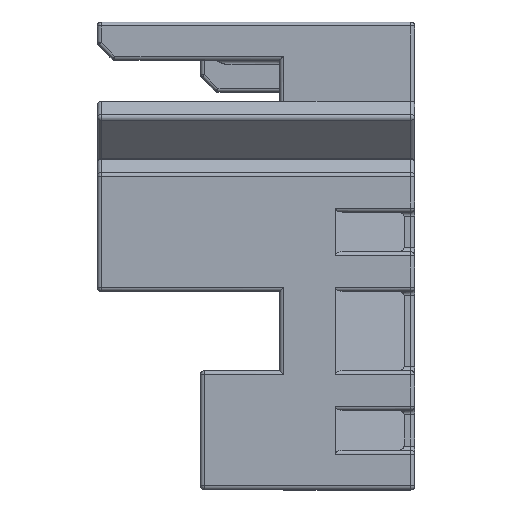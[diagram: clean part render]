
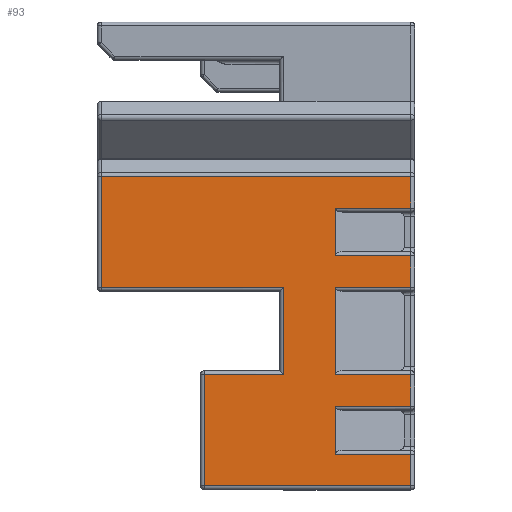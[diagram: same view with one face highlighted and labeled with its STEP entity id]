
A CAD part, top view. The second image highlights one B-rep face of the part: STEP entity #93.
In plain terms, the highlighted planar face has unit normal (0, 0, 1).
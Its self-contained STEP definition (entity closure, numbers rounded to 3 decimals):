
#93=ADVANCED_FACE('',(#844),#846,.T.);
#844=FACE_BOUND('',#845,.T.);
#845=EDGE_LOOP('',(#5708,#5709,#5710,#5711,#5712,#5713,#5714,#5715,#5716,#5717,#5718,
#5719,#5720,#5721,#5722,#5723,#5724,#5725,#5726,#5727));
#846=PLANE('',#847);
#847=AXIS2_PLACEMENT_3D('',#848,#849,#850);
#848=CARTESIAN_POINT('',(0.,0.,34.));
#849=DIRECTION('',(0.,0.,1.));
#850=DIRECTION('',(-1.,0.,0.));
#5708=ORIENTED_EDGE('',*,*,#7849,.T.);
#5709=ORIENTED_EDGE('',*,*,#7850,.T.);
#5710=ORIENTED_EDGE('',*,*,#7851,.F.);
#5711=ORIENTED_EDGE('',*,*,#7852,.F.);
#5712=ORIENTED_EDGE('',*,*,#7853,.F.);
#5713=ORIENTED_EDGE('',*,*,#7854,.T.);
#5714=ORIENTED_EDGE('',*,*,#7855,.T.);
#5715=ORIENTED_EDGE('',*,*,#7856,.T.);
#5716=ORIENTED_EDGE('',*,*,#7857,.F.);
#5717=ORIENTED_EDGE('',*,*,#7858,.T.);
#5718=ORIENTED_EDGE('',*,*,#7859,.T.);
#5719=ORIENTED_EDGE('',*,*,#7860,.T.);
#5720=ORIENTED_EDGE('',*,*,#7861,.F.);
#5721=ORIENTED_EDGE('',*,*,#7862,.T.);
#5722=ORIENTED_EDGE('',*,*,#7863,.T.);
#5723=ORIENTED_EDGE('',*,*,#7864,.T.);
#5724=ORIENTED_EDGE('',*,*,#7865,.F.);
#5725=ORIENTED_EDGE('',*,*,#7866,.T.);
#5726=ORIENTED_EDGE('',*,*,#7867,.T.);
#5727=ORIENTED_EDGE('',*,*,#7868,.T.);
#7849=EDGE_CURVE('',#9271,#9272,#9273,.T.);
#7850=EDGE_CURVE('',#9272,#9274,#9275,.T.);
#7851=EDGE_CURVE('',#9276,#9274,#9277,.T.);
#7852=EDGE_CURVE('',#9278,#9276,#9279,.T.);
#7853=EDGE_CURVE('',#9280,#9278,#9281,.T.);
#7854=EDGE_CURVE('',#9280,#9282,#9283,.F.);
#7855=EDGE_CURVE('',#9282,#9284,#9285,.F.);
#7856=EDGE_CURVE('',#9284,#9286,#9287,.F.);
#7857=EDGE_CURVE('',#9288,#9286,#9289,.T.);
#7858=EDGE_CURVE('',#9288,#9290,#9291,.F.);
#7859=EDGE_CURVE('',#9290,#9292,#9293,.F.);
#7860=EDGE_CURVE('',#9292,#9294,#9295,.F.);
#7861=EDGE_CURVE('',#9296,#9294,#9297,.T.);
#7862=EDGE_CURVE('',#9296,#9298,#9299,.F.);
#7863=EDGE_CURVE('',#9298,#9300,#9301,.F.);
#7864=EDGE_CURVE('',#9300,#9302,#9303,.F.);
#7865=EDGE_CURVE('',#9304,#9302,#9305,.T.);
#7866=EDGE_CURVE('',#9304,#9306,#9307,.T.);
#7867=EDGE_CURVE('',#9306,#9308,#9309,.T.);
#7868=EDGE_CURVE('',#9308,#9271,#9310,.T.);
#9271=VERTEX_POINT('',#11795);
#9272=VERTEX_POINT('',#11796);
#9273=LINE('',#11797,#11798);
#9274=VERTEX_POINT('',#11800);
#9275=LINE('',#11801,#11802);
#9276=VERTEX_POINT('',#11804);
#9277=LINE('',#11805,#11806);
#9278=VERTEX_POINT('',#11808);
#9279=LINE('',#11809,#11810);
#9280=VERTEX_POINT('',#11812);
#9281=LINE('',#11813,#11814);
#9282=VERTEX_POINT('',#11816);
#9283=LINE('',#11817,#11818);
#9284=VERTEX_POINT('',#11820);
#9285=LINE('',#11821,#11822);
#9286=VERTEX_POINT('',#11824);
#9287=LINE('',#11825,#11826);
#9288=VERTEX_POINT('',#11828);
#9289=LINE('',#11829,#11830);
#9290=VERTEX_POINT('',#11832);
#9291=LINE('',#11833,#11834);
#9292=VERTEX_POINT('',#11836);
#9293=LINE('',#11837,#11838);
#9294=VERTEX_POINT('',#11840);
#9295=LINE('',#11841,#11842);
#9296=VERTEX_POINT('',#11844);
#9297=LINE('',#11845,#11846);
#9298=VERTEX_POINT('',#11848);
#9299=LINE('',#11849,#11850);
#9300=VERTEX_POINT('',#11852);
#9301=LINE('',#11853,#11854);
#9302=VERTEX_POINT('',#11856);
#9303=LINE('',#11857,#11858);
#9304=VERTEX_POINT('',#11860);
#9305=LINE('',#11861,#11862);
#9306=VERTEX_POINT('',#11864);
#9307=LINE('',#11865,#11866);
#9308=VERTEX_POINT('',#11868);
#9309=LINE('',#11869,#11870);
#9310=LINE('',#11872,#11873);
#11795=CARTESIAN_POINT('',(3.5,-11.5,34.));
#11796=CARTESIAN_POINT('',(3.5,-22.5,34.));
#11797=CARTESIAN_POINT('',(3.5,-11.5,34.));
#11798=VECTOR('',#11799,1.);
#11799=DIRECTION('',(0.,-1.,0.));
#11800=CARTESIAN_POINT('',(-6.5,-22.5,34.));
#11801=CARTESIAN_POINT('',(3.5,-22.5,34.));
#11802=VECTOR('',#11803,1.);
#11803=DIRECTION('',(-1.,0.,0.));
#11804=CARTESIAN_POINT('',(-6.5,-36.5,34.));
#11805=CARTESIAN_POINT('',(-6.5,-36.5,34.));
#11806=VECTOR('',#11807,1.);
#11807=DIRECTION('',(0.,1.,0.));
#11808=CARTESIAN_POINT('',(19.5,-36.5,34.));
#11809=CARTESIAN_POINT('',(19.5,-36.5,34.));
#11810=VECTOR('',#11811,1.);
#11811=DIRECTION('',(-1.,0.,0.));
#11812=CARTESIAN_POINT('',(19.5,-32.5,34.));
#11813=CARTESIAN_POINT('',(19.5,-32.5,34.));
#11814=VECTOR('',#11815,1.);
#11815=DIRECTION('',(0.,-1.,0.));
#11816=CARTESIAN_POINT('',(10.,-32.5,34.));
#11817=CARTESIAN_POINT('',(10.,-32.5,34.));
#11818=VECTOR('',#11819,1.);
#11819=DIRECTION('',(1.,0.,0.));
#11820=CARTESIAN_POINT('',(10.,-26.5,34.));
#11821=CARTESIAN_POINT('',(10.,-26.5,34.));
#11822=VECTOR('',#11823,1.);
#11823=DIRECTION('',(0.,-1.,0.));
#11824=CARTESIAN_POINT('',(19.5,-26.5,34.));
#11825=CARTESIAN_POINT('',(19.5,-26.5,34.));
#11826=VECTOR('',#11827,1.);
#11827=DIRECTION('',(-1.,0.,0.));
#11828=CARTESIAN_POINT('',(19.5,-22.5,34.));
#11829=CARTESIAN_POINT('',(19.5,-22.5,34.));
#11830=VECTOR('',#11831,1.);
#11831=DIRECTION('',(0.,-1.,0.));
#11832=CARTESIAN_POINT('',(10.,-22.5,34.));
#11833=CARTESIAN_POINT('',(10.,-22.5,34.));
#11834=VECTOR('',#11835,1.);
#11835=DIRECTION('',(1.,0.,0.));
#11836=CARTESIAN_POINT('',(10.,-11.5,34.));
#11837=CARTESIAN_POINT('',(10.,-11.5,34.));
#11838=VECTOR('',#11839,1.);
#11839=DIRECTION('',(0.,-1.,0.));
#11840=CARTESIAN_POINT('',(19.5,-11.5,34.));
#11841=CARTESIAN_POINT('',(19.5,-11.5,34.));
#11842=VECTOR('',#11843,1.);
#11843=DIRECTION('',(-1.,0.,0.));
#11844=CARTESIAN_POINT('',(19.5,-7.5,34.));
#11845=CARTESIAN_POINT('',(19.5,-7.5,34.));
#11846=VECTOR('',#11847,1.);
#11847=DIRECTION('',(0.,-1.,0.));
#11848=CARTESIAN_POINT('',(10.,-7.5,34.));
#11849=CARTESIAN_POINT('',(10.,-7.5,34.));
#11850=VECTOR('',#11851,1.);
#11851=DIRECTION('',(1.,0.,0.));
#11852=CARTESIAN_POINT('',(10.,-1.5,34.));
#11853=CARTESIAN_POINT('',(10.,-1.5,34.));
#11854=VECTOR('',#11855,1.);
#11855=DIRECTION('',(0.,-1.,0.));
#11856=CARTESIAN_POINT('',(19.5,-1.5,34.));
#11857=CARTESIAN_POINT('',(19.5,-1.5,34.));
#11858=VECTOR('',#11859,1.);
#11859=DIRECTION('',(-1.,0.,0.));
#11860=CARTESIAN_POINT('',(19.5,2.5,34.));
#11861=CARTESIAN_POINT('',(19.5,2.5,34.));
#11862=VECTOR('',#11863,1.);
#11863=DIRECTION('',(0.,-1.,0.));
#11864=CARTESIAN_POINT('',(-19.5,2.5,34.));
#11865=CARTESIAN_POINT('',(19.5,2.5,34.));
#11866=VECTOR('',#11867,1.);
#11867=DIRECTION('',(-1.,0.,0.));
#11868=CARTESIAN_POINT('',(-19.5,-11.5,34.));
#11869=CARTESIAN_POINT('',(-19.5,2.5,34.));
#11870=VECTOR('',#11871,1.);
#11871=DIRECTION('',(0.,-1.,0.));
#11872=CARTESIAN_POINT('',(-19.5,-11.5,34.));
#11873=VECTOR('',#11874,1.);
#11874=DIRECTION('',(1.,0.,0.));
